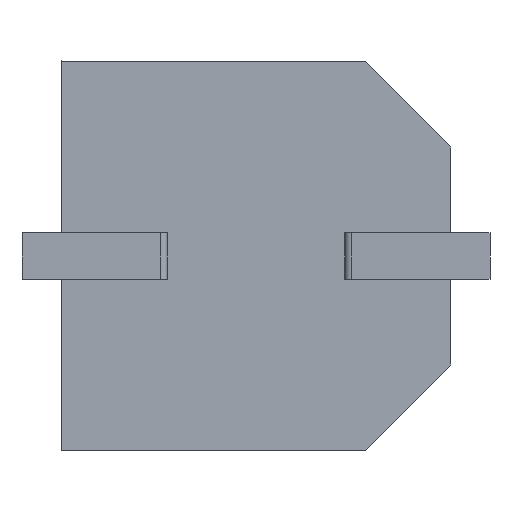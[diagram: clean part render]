
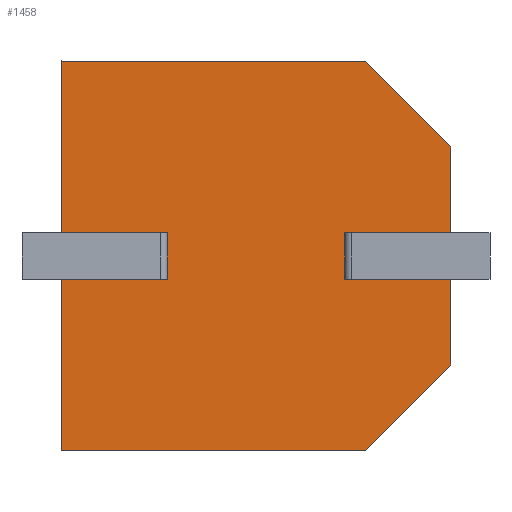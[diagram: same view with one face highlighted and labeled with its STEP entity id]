
A CAD part, front view. The second image highlights one B-rep face of the part: STEP entity #1458.
In plain terms, the highlighted planar face has unit normal (0, -1, 0).
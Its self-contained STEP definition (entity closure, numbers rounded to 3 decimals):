
#11 = EDGE_CURVE ( 'NONE', #129, #358, #764, .T. ) ;
#13 = AXIS2_PLACEMENT_3D ( 'NONE', #430, #1706, #1518 ) ;
#40 = CARTESIAN_POINT ( 'NONE',  ( 11., 0., -2.426 ) ) ;
#100 = LINE ( 'NONE', #606, #1632 ) ;
#111 = CARTESIAN_POINT ( 'NONE',  ( 0., 0., 0. ) ) ;
#129 = VERTEX_POINT ( 'NONE', #944 ) ;
#137 = CARTESIAN_POINT ( 'NONE',  ( 3., 0., -6.15 ) ) ;
#147 = LINE ( 'NONE', #851, #1255 ) ;
#164 = CARTESIAN_POINT ( 'NONE',  ( 8.574, 0., 0. ) ) ;
#209 = VERTEX_POINT ( 'NONE', #436 ) ;
#228 = CARTESIAN_POINT ( 'NONE',  ( 8., 0., -4.85 ) ) ;
#240 = LINE ( 'NONE', #2125, #1845 ) ;
#286 = VECTOR ( 'NONE', #1026, 1000. ) ;
#301 = CARTESIAN_POINT ( 'NONE',  ( 8.574, 0., 0. ) ) ;
#308 = DIRECTION ( 'NONE',  ( 0., 0., 1. ) ) ;
#316 = ORIENTED_EDGE ( 'NONE', *, *, #706, .T. ) ;
#321 = CARTESIAN_POINT ( 'NONE',  ( 3., 0., -4.85 ) ) ;
#328 = EDGE_CURVE ( 'NONE', #1016, #1094, #1236, .T. ) ;
#343 = EDGE_CURVE ( 'NONE', #1296, #129, #1294, .T. ) ;
#344 = CARTESIAN_POINT ( 'NONE',  ( 8., 0., -6.15 ) ) ;
#358 = VERTEX_POINT ( 'NONE', #540 ) ;
#380 = VECTOR ( 'NONE', #1409, 1000. ) ;
#430 = CARTESIAN_POINT ( 'NONE',  ( 0., 0., 0. ) ) ;
#436 = CARTESIAN_POINT ( 'NONE',  ( 3., 0., -6.15 ) ) ;
#491 = EDGE_CURVE ( 'NONE', #209, #900, #1849, .T. ) ;
#506 = VECTOR ( 'NONE', #1045, 1000. ) ;
#518 = CARTESIAN_POINT ( 'NONE',  ( 3., 0., -6.15 ) ) ;
#540 = CARTESIAN_POINT ( 'NONE',  ( 11., 0., -8.574 ) ) ;
#551 = CARTESIAN_POINT ( 'NONE',  ( 0., 0., -11. ) ) ;
#571 = CARTESIAN_POINT ( 'NONE',  ( 0., 0., -4.85 ) ) ;
#580 = VECTOR ( 'NONE', #308, 1000. ) ;
#583 = VECTOR ( 'NONE', #793, 1000. ) ;
#595 = ORIENTED_EDGE ( 'NONE', *, *, #745, .F. ) ;
#606 = CARTESIAN_POINT ( 'NONE',  ( 0., 0., 0. ) ) ;
#616 = CARTESIAN_POINT ( 'NONE',  ( 0., 0., -11. ) ) ;
#631 = VECTOR ( 'NONE', #1613, 1000. ) ;
#654 = LINE ( 'NONE', #616, #780 ) ;
#676 = LINE ( 'NONE', #1041, #580 ) ;
#682 = VERTEX_POINT ( 'NONE', #991 ) ;
#706 = EDGE_CURVE ( 'NONE', #1831, #2061, #654, .T. ) ;
#745 = EDGE_CURVE ( 'NONE', #1532, #1094, #1743, .T. ) ;
#751 = ORIENTED_EDGE ( 'NONE', *, *, #491, .F. ) ;
#764 = LINE ( 'NONE', #2131, #840 ) ;
#780 = VECTOR ( 'NONE', #980, 1000. ) ;
#793 = DIRECTION ( 'NONE',  ( 1., 0., 0. ) ) ;
#812 = EDGE_CURVE ( 'NONE', #1532, #1927, #100, .T. ) ;
#815 = ORIENTED_EDGE ( 'NONE', *, *, #11, .F. ) ;
#838 = ORIENTED_EDGE ( 'NONE', *, *, #1913, .T. ) ;
#840 = VECTOR ( 'NONE', #1620, 1000. ) ;
#841 = DIRECTION ( 'NONE',  ( 0., 0., -1. ) ) ;
#848 = CARTESIAN_POINT ( 'NONE',  ( 11., 0., -4.85 ) ) ;
#851 = CARTESIAN_POINT ( 'NONE',  ( 3., 0., -4.85 ) ) ;
#852 = EDGE_CURVE ( 'NONE', #2061, #358, #985, .T. ) ;
#859 = ORIENTED_EDGE ( 'NONE', *, *, #1062, .T. ) ;
#865 = VECTOR ( 'NONE', #2078, 1000. ) ;
#900 = VERTEX_POINT ( 'NONE', #321 ) ;
#903 = EDGE_CURVE ( 'NONE', #682, #1831, #1869, .T. ) ;
#917 = CARTESIAN_POINT ( 'NONE',  ( 8., 0., -6.15 ) ) ;
#944 = CARTESIAN_POINT ( 'NONE',  ( 11., 0., -6.15 ) ) ;
#946 = CARTESIAN_POINT ( 'NONE',  ( 8., 0., -4.85 ) ) ;
#980 = DIRECTION ( 'NONE',  ( 1., 0., 0. ) ) ;
#985 = LINE ( 'NONE', #2113, #506 ) ;
#986 = ORIENTED_EDGE ( 'NONE', *, *, #1333, .F. ) ;
#991 = CARTESIAN_POINT ( 'NONE',  ( 0., 0., -6.15 ) ) ;
#1016 = VERTEX_POINT ( 'NONE', #40 ) ;
#1026 = DIRECTION ( 'NONE',  ( -1., 0., 0. ) ) ;
#1029 = DIRECTION ( 'NONE',  ( -1., 0., 0. ) ) ;
#1041 = CARTESIAN_POINT ( 'NONE',  ( 8., 0., -6.15 ) ) ;
#1045 = DIRECTION ( 'NONE',  ( 0.707, 0., 0.707 ) ) ;
#1062 = EDGE_CURVE ( 'NONE', #1296, #1854, #676, .T. ) ;
#1094 = VERTEX_POINT ( 'NONE', #301 ) ;
#1110 = EDGE_CURVE ( 'NONE', #209, #682, #2217, .T. ) ;
#1142 = DIRECTION ( 'NONE',  ( 1., 0., 0. ) ) ;
#1236 = LINE ( 'NONE', #164, #380 ) ;
#1244 = ORIENTED_EDGE ( 'NONE', *, *, #343, .F. ) ;
#1255 = VECTOR ( 'NONE', #1029, 1000. ) ;
#1294 = LINE ( 'NONE', #344, #865 ) ;
#1296 = VERTEX_POINT ( 'NONE', #917 ) ;
#1333 = EDGE_CURVE ( 'NONE', #900, #1927, #147, .T. ) ;
#1407 = VECTOR ( 'NONE', #841, 1000. ) ;
#1409 = DIRECTION ( 'NONE',  ( -0.707, 0., 0.707 ) ) ;
#1458 = ADVANCED_FACE ( 'NONE', ( #1767 ), #2199, .F. ) ;
#1501 = ORIENTED_EDGE ( 'NONE', *, *, #903, .T. ) ;
#1518 = DIRECTION ( 'NONE',  ( 0., 0., 1. ) ) ;
#1532 = VERTEX_POINT ( 'NONE', #1733 ) ;
#1541 = DIRECTION ( 'NONE',  ( 0., 0., -1. ) ) ;
#1613 = DIRECTION ( 'NONE',  ( 0., 0., 1. ) ) ;
#1620 = DIRECTION ( 'NONE',  ( 0., 0., -1. ) ) ;
#1632 = VECTOR ( 'NONE', #1541, 1000. ) ;
#1692 = ORIENTED_EDGE ( 'NONE', *, *, #328, .T. ) ;
#1706 = DIRECTION ( 'NONE',  ( 0., 1., 0. ) ) ;
#1733 = CARTESIAN_POINT ( 'NONE',  ( 0., 0., 0. ) ) ;
#1743 = LINE ( 'NONE', #111, #583 ) ;
#1767 = FACE_OUTER_BOUND ( 'NONE', #1800, .T. ) ;
#1770 = LINE ( 'NONE', #946, #2163 ) ;
#1800 = EDGE_LOOP ( 'NONE', ( #1244, #859, #838, #1977, #1692, #595, #1866, #986, #751, #1979, #1501, #316, #1827, #815 ) ) ;
#1827 = ORIENTED_EDGE ( 'NONE', *, *, #852, .T. ) ;
#1829 = EDGE_CURVE ( 'NONE', #1016, #2041, #240, .T. ) ;
#1831 = VERTEX_POINT ( 'NONE', #551 ) ;
#1845 = VECTOR ( 'NONE', #2150, 1000. ) ;
#1849 = LINE ( 'NONE', #518, #631 ) ;
#1854 = VERTEX_POINT ( 'NONE', #228 ) ;
#1866 = ORIENTED_EDGE ( 'NONE', *, *, #812, .T. ) ;
#1869 = LINE ( 'NONE', #1912, #1407 ) ;
#1912 = CARTESIAN_POINT ( 'NONE',  ( 0., 0., 0. ) ) ;
#1913 = EDGE_CURVE ( 'NONE', #1854, #2041, #1770, .T. ) ;
#1917 = CARTESIAN_POINT ( 'NONE',  ( 8.574, 0., -11. ) ) ;
#1927 = VERTEX_POINT ( 'NONE', #571 ) ;
#1977 = ORIENTED_EDGE ( 'NONE', *, *, #1829, .F. ) ;
#1979 = ORIENTED_EDGE ( 'NONE', *, *, #1110, .T. ) ;
#2041 = VERTEX_POINT ( 'NONE', #848 ) ;
#2061 = VERTEX_POINT ( 'NONE', #1917 ) ;
#2078 = DIRECTION ( 'NONE',  ( 1., 0., 0. ) ) ;
#2113 = CARTESIAN_POINT ( 'NONE',  ( 11., 0., -8.574 ) ) ;
#2125 = CARTESIAN_POINT ( 'NONE',  ( 11., 0., 0. ) ) ;
#2131 = CARTESIAN_POINT ( 'NONE',  ( 11., 0., 0. ) ) ;
#2150 = DIRECTION ( 'NONE',  ( 0., 0., -1. ) ) ;
#2163 = VECTOR ( 'NONE', #1142, 1000. ) ;
#2199 = PLANE ( 'NONE',  #13 ) ;
#2217 = LINE ( 'NONE', #137, #286 ) ;
